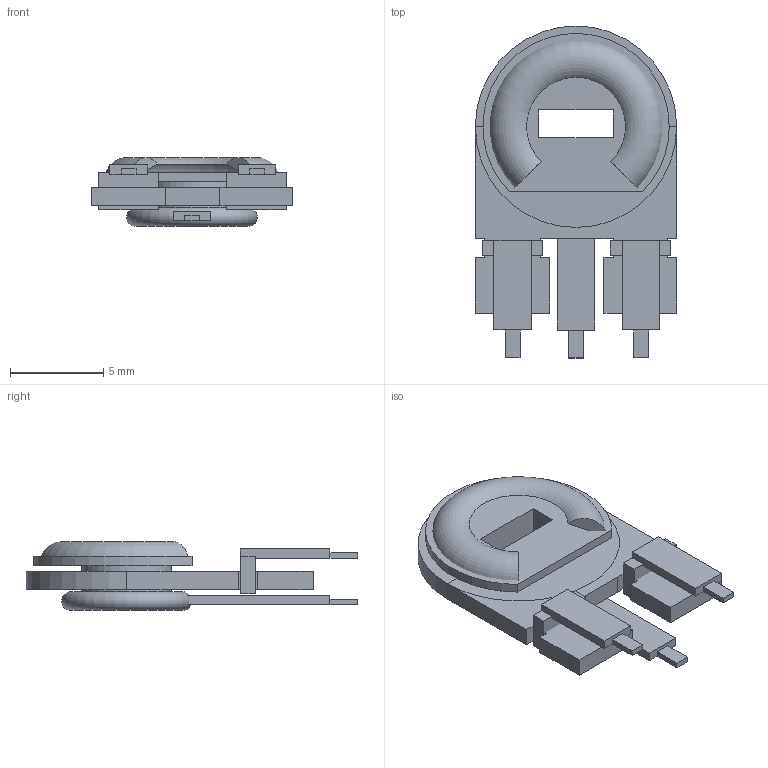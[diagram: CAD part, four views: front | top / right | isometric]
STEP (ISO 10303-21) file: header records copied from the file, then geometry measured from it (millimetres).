
FILE_DESCRIPTION(('FreeCAD Model'),'2;1');
FILE_NAME('TVP1212V.step','2020-05-22T09:31:13', ('Author'),(''),'Open CASCADE STEP processor 7.3','FreeCAD','Unknown' );
FILE_SCHEMA(('AUTOMOTIVE_DESIGN { 1 0 10303 214 1 1 1 1 }'));
Length unit declared in the file: millimetre
Products named in the file (9): torus001; Cut007; PinLewy; Podstawa; OwijkaPrawa; OwijkaLewa; torus; PinPrawy; Suwak
Bounding box: 10.8 x 17.8 x 3.7 mm (x, y, z)
Volume: 207.6 mm3; surface area: 756.2 mm2
Topology: 8 solids, 9 shells, 89 faces, 206 edges, 133 vertices
Faces by surface type: plane 82, cylinder 5, torus 2
Full cylindrical faces by diameter (mm): 4.8 x1, 6 x1
Entity records: 5718 total; most frequent: CARTESIAN_POINT 857, DIRECTION 784, LINE 550, VECTOR 550, ORIENTED_EDGE 406, PCURVE 406, DEFINITIONAL_REPRESENTATION 406, EDGE_CURVE 204
